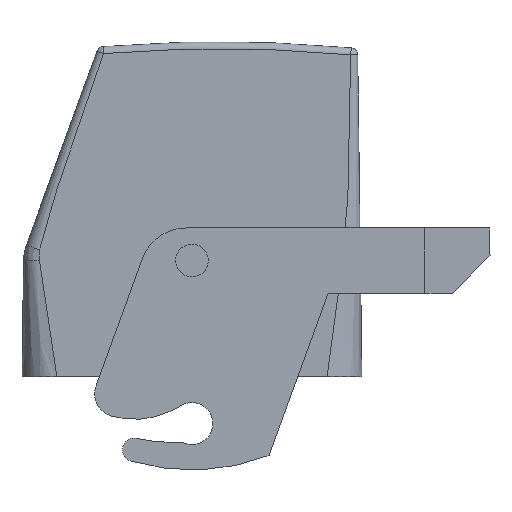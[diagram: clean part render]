
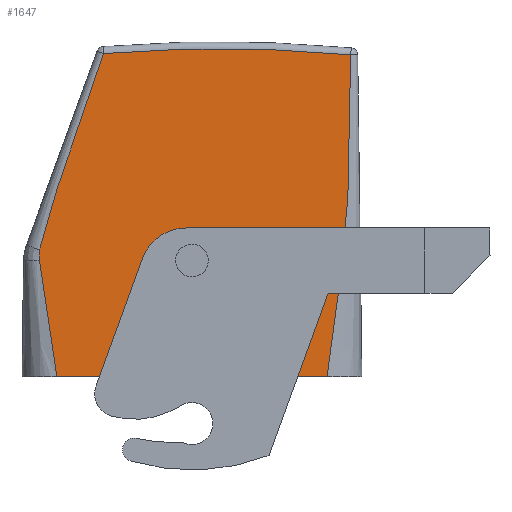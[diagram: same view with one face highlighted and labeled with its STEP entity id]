
A CAD part, left-side view. The second image highlights one B-rep face of the part: STEP entity #1647.
In plain terms, the highlighted planar face has unit normal (-1, 0, 0).
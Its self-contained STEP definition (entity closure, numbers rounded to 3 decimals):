
#1557=AXIS2_PLACEMENT_3D('Plane Axis2P3D',#1554,#1555,#1556) ;
#1618=AXIS2_PLACEMENT_3D('Circle Axis2P3D',#1616,#1617,$) ;
#1631=AXIS2_PLACEMENT_3D('Circle Axis2P3D',#1629,#1630,$) ;
#1640=AXIS2_PLACEMENT_3D('Circle Axis2P3D',#1638,#1639,$) ;
#587=CARTESIAN_POINT('Vertex',(7.,82.985,89.452)) ;
#600=CARTESIAN_POINT('Vertex',(7.,96.735,47.257)) ;
#604=CARTESIAN_POINT('Control Point',(7.,82.985,89.452)) ;
#605=CARTESIAN_POINT('Control Point',(7.,83.667,87.538)) ;
#606=CARTESIAN_POINT('Control Point',(7.,84.339,85.641)) ;
#607=CARTESIAN_POINT('Control Point',(7.,84.994,83.782)) ;
#608=CARTESIAN_POINT('Control Point',(7.,86.26,80.162)) ;
#609=CARTESIAN_POINT('Control Point',(7.,87.514,76.54)) ;
#610=CARTESIAN_POINT('Control Point',(7.,88.099,74.843)) ;
#611=CARTESIAN_POINT('Control Point',(7.,89.264,71.447)) ;
#612=CARTESIAN_POINT('Control Point',(7.,90.421,68.051)) ;
#613=CARTESIAN_POINT('Control Point',(7.,90.996,66.353)) ;
#614=CARTESIAN_POINT('Control Point',(7.,91.978,63.435)) ;
#615=CARTESIAN_POINT('Control Point',(7.,92.942,60.513)) ;
#616=CARTESIAN_POINT('Control Point',(7.,93.315,59.371)) ;
#617=CARTESIAN_POINT('Control Point',(7.,94.311,56.235)) ;
#618=CARTESIAN_POINT('Control Point',(7.,95.238,53.079)) ;
#619=CARTESIAN_POINT('Control Point',(7.,95.77,51.147)) ;
#620=CARTESIAN_POINT('Control Point',(7.,96.268,49.206)) ;
#621=CARTESIAN_POINT('Control Point',(7.,96.735,47.257)) ;
#1481=CARTESIAN_POINT('Vertex',(7.,96.743,44.955)) ;
#1485=CARTESIAN_POINT('Control Point',(7.,96.735,47.257)) ;
#1486=CARTESIAN_POINT('Control Point',(7.,96.822,46.795)) ;
#1487=CARTESIAN_POINT('Control Point',(7.,96.868,46.326)) ;
#1488=CARTESIAN_POINT('Control Point',(7.,96.87,45.857)) ;
#1489=CARTESIAN_POINT('Control Point',(7.,96.827,45.397)) ;
#1490=CARTESIAN_POINT('Control Point',(7.,96.743,44.955)) ;
#1554=CARTESIAN_POINT('Axis2P3D Location',(7.,25.967,-10.8)) ;
#1560=CARTESIAN_POINT('Control Point',(7.,96.743,44.955)) ;
#1561=CARTESIAN_POINT('Control Point',(7.,96.326,41.512)) ;
#1562=CARTESIAN_POINT('Control Point',(7.,95.835,38.072)) ;
#1563=CARTESIAN_POINT('Control Point',(7.,95.298,34.68)) ;
#1564=CARTESIAN_POINT('Control Point',(7.,94.662,30.725)) ;
#1565=CARTESIAN_POINT('Control Point',(7.,94.041,26.763)) ;
#1566=CARTESIAN_POINT('Control Point',(7.,93.975,26.341)) ;
#1567=CARTESIAN_POINT('Control Point',(7.,93.817,25.324)) ;
#1568=CARTESIAN_POINT('Control Point',(7.,93.662,24.312)) ;
#1569=CARTESIAN_POINT('Control Point',(7.,93.586,23.818)) ;
#1570=CARTESIAN_POINT('Control Point',(7.,93.425,22.758)) ;
#1571=CARTESIAN_POINT('Control Point',(7.,93.267,21.7)) ;
#1572=CARTESIAN_POINT('Control Point',(7.,93.182,21.135)) ;
#1573=CARTESIAN_POINT('Control Point',(7.,93.099,20.568)) ;
#1574=CARTESIAN_POINT('Control Point',(7.,93.015,20.)) ;
#1575=CARTESIAN_POINT('Vertex',(7.,93.015,20.)) ;
#1578=CARTESIAN_POINT('Line Origine',(7.,64.001,20.)) ;
#1582=CARTESIAN_POINT('Vertex',(7.,34.987,20.)) ;
#1586=CARTESIAN_POINT('Control Point',(7.,29.921,89.176)) ;
#1587=CARTESIAN_POINT('Control Point',(7.,29.919,87.615)) ;
#1588=CARTESIAN_POINT('Control Point',(7.,29.92,86.054)) ;
#1589=CARTESIAN_POINT('Control Point',(7.,29.924,84.492)) ;
#1590=CARTESIAN_POINT('Control Point',(7.,29.935,82.229)) ;
#1591=CARTESIAN_POINT('Control Point',(7.,29.953,79.967)) ;
#1592=CARTESIAN_POINT('Control Point',(7.,29.959,79.244)) ;
#1593=CARTESIAN_POINT('Control Point',(7.,29.984,76.528)) ;
#1594=CARTESIAN_POINT('Control Point',(7.,30.018,73.811)) ;
#1595=CARTESIAN_POINT('Control Point',(7.,30.05,71.697)) ;
#1596=CARTESIAN_POINT('Control Point',(7.,30.094,69.267)) ;
#1597=CARTESIAN_POINT('Control Point',(7.,30.158,66.849)) ;
#1598=CARTESIAN_POINT('Control Point',(7.,30.17,66.433)) ;
#1599=CARTESIAN_POINT('Control Point',(7.,30.345,60.487)) ;
#1600=CARTESIAN_POINT('Control Point',(7.,30.666,54.543)) ;
#1601=CARTESIAN_POINT('Control Point',(7.,31.194,49.003)) ;
#1602=CARTESIAN_POINT('Control Point',(7.,32.111,41.358)) ;
#1603=CARTESIAN_POINT('Control Point',(7.,33.14,33.726)) ;
#1604=CARTESIAN_POINT('Control Point',(7.,33.43,31.601)) ;
#1605=CARTESIAN_POINT('Control Point',(7.,33.78,29.039)) ;
#1606=CARTESIAN_POINT('Control Point',(7.,34.127,26.477)) ;
#1607=CARTESIAN_POINT('Control Point',(7.,34.186,26.04)) ;
#1608=CARTESIAN_POINT('Control Point',(7.,34.385,24.564)) ;
#1609=CARTESIAN_POINT('Control Point',(7.,34.581,23.091)) ;
#1610=CARTESIAN_POINT('Control Point',(7.,34.717,22.06)) ;
#1611=CARTESIAN_POINT('Control Point',(7.,34.852,21.031)) ;
#1612=CARTESIAN_POINT('Control Point',(7.,34.987,20.)) ;
#1613=CARTESIAN_POINT('Vertex',(7.,29.921,89.176)) ;
#1616=CARTESIAN_POINT('Axis2P3D Location',(7.,58.,-208.)) ;
#1629=CARTESIAN_POINT('Axis2P3D Location',(7.,64.,45.)) ;
#1633=CARTESIAN_POINT('Vertex',(7.,61.806,46.199)) ;
#1635=CARTESIAN_POINT('Vertex',(7.,66.194,43.801)) ;
#1638=CARTESIAN_POINT('Axis2P3D Location',(7.,64.,45.)) ;
#1555=DIRECTION('Axis2P3D Direction',(-1.,0.,0.)) ;
#1556=DIRECTION('Axis2P3D XDirection',(0.,-0.17,0.985)) ;
#1579=DIRECTION('Vector Direction',(0.,-1.,0.)) ;
#1617=DIRECTION('Axis2P3D Direction',(-1.,0.,0.)) ;
#1630=DIRECTION('Axis2P3D Direction',(-1.,0.,0.)) ;
#1639=DIRECTION('Axis2P3D Direction',(-1.,0.,0.)) ;
#1580=VECTOR('Line Direction',#1579,1.) ;
#1622=ORIENTED_EDGE('',*,*,#622,.F.) ;
#1623=ORIENTED_EDGE('',*,*,#1491,.F.) ;
#1624=ORIENTED_EDGE('',*,*,#1577,.F.) ;
#1625=ORIENTED_EDGE('',*,*,#1584,.T.) ;
#1626=ORIENTED_EDGE('',*,*,#1615,.T.) ;
#1627=ORIENTED_EDGE('',*,*,#1620,.T.) ;
#1644=ORIENTED_EDGE('',*,*,#1637,.F.) ;
#1645=ORIENTED_EDGE('',*,*,#1642,.F.) ;
#1646=FACE_BOUND('',#1643,.T.) ;
#1647=ADVANCED_FACE('Housing',(#1628,#1646),#1558,.T.) ;
#603=B_SPLINE_CURVE_WITH_KNOTS('',5,(#604,#605,#606,#607,#608,#609,#610,#611,#612,#613,#614,#615,#616,#617,#618,#619,#620,#621),.UNSPECIFIED.,.F.,.U.,(6,3,3,3,3,6),(46.846,56.964,65.89,74.816,81.222,91.225),.UNSPECIFIED.) ;
#1484=B_SPLINE_CURVE_WITH_KNOTS('',5,(#1485,#1486,#1487,#1488,#1489,#1490),.UNSPECIFIED.,.F.,.U.,(6,6),(204.023,206.992),.UNSPECIFIED.) ;
#1559=B_SPLINE_CURVE_WITH_KNOTS('',5,(#1560,#1561,#1562,#1563,#1564,#1565,#1566,#1567,#1568,#1569,#1570,#1571,#1572,#1573,#1574),.UNSPECIFIED.,.F.,.U.,(6,3,3,3,6),(0.,24.507,28.211,31.774,35.859),.UNSPECIFIED.) ;
#1585=B_SPLINE_CURVE_WITH_KNOTS('',5,(#1586,#1587,#1588,#1589,#1590,#1591,#1592,#1593,#1594,#1595,#1596,#1597,#1598,#1599,#1600,#1601,#1602,#1603,#1604,#1605,#1606,#1607,#1608,#1609,#1610,#1611,#1612),.UNSPECIFIED.,.F.,.U.,(6,3,3,3,3,3,3,3,6),(0.,11.056,16.021,30.291,33.14,72.412,87.57,90.689,98.087),.UNSPECIFIED.) ;
#1619=CIRCLE('generated circle',#1618,298.5) ;
#1632=CIRCLE('generated circle',#1631,2.5) ;
#1641=CIRCLE('generated circle',#1640,2.5) ;
#622=EDGE_CURVE('',#601,#588,#603,.F.) ;
#1491=EDGE_CURVE('',#1482,#601,#1484,.F.) ;
#1577=EDGE_CURVE('',#1576,#1482,#1559,.F.) ;
#1584=EDGE_CURVE('',#1576,#1583,#1581,.T.) ;
#1615=EDGE_CURVE('',#1583,#1614,#1585,.F.) ;
#1620=EDGE_CURVE('',#1614,#588,#1619,.T.) ;
#1637=EDGE_CURVE('',#1634,#1636,#1632,.T.) ;
#1642=EDGE_CURVE('',#1636,#1634,#1641,.T.) ;
#1621=EDGE_LOOP('',(#1622,#1623,#1624,#1625,#1626,#1627)) ;
#1643=EDGE_LOOP('',(#1644,#1645)) ;
#1628=FACE_OUTER_BOUND('',#1621,.T.) ;
#1581=LINE('Line',#1578,#1580) ;
#1558=PLANE('',#1557) ;
#588=VERTEX_POINT('',#587) ;
#601=VERTEX_POINT('',#600) ;
#1482=VERTEX_POINT('',#1481) ;
#1576=VERTEX_POINT('',#1575) ;
#1583=VERTEX_POINT('',#1582) ;
#1614=VERTEX_POINT('',#1613) ;
#1634=VERTEX_POINT('',#1633) ;
#1636=VERTEX_POINT('',#1635) ;
